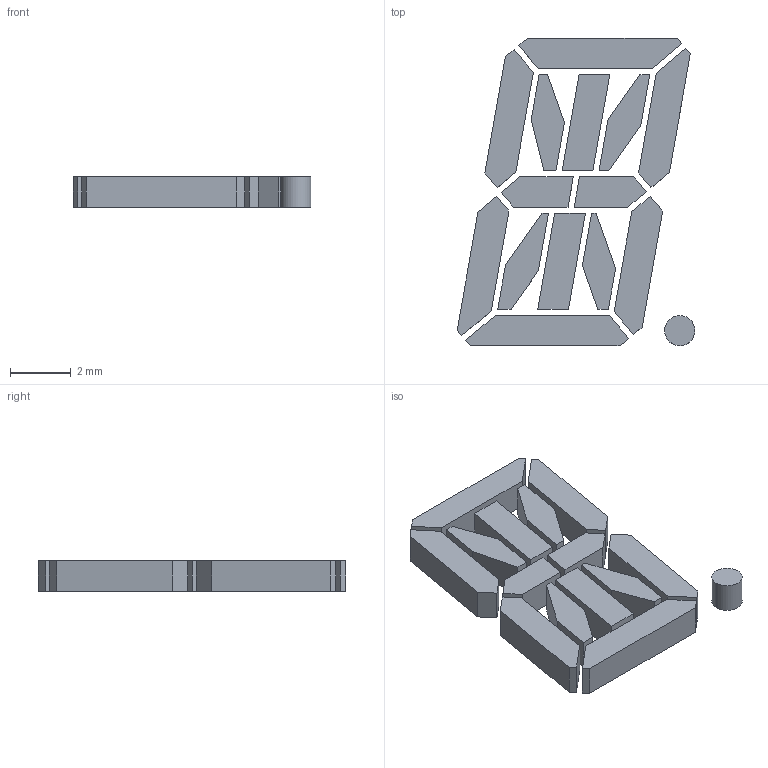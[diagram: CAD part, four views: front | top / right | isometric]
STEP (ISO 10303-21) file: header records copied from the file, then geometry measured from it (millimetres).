
FILE_DESCRIPTION (( 'STEP AP214' ), '1' );
FILE_NAME ('8.STEP', '2021-03-31T16:33:04', ( '' ), ( '' ), 'SwSTEP 2.0', 'SolidWorks 2020', '' );
FILE_SCHEMA (( 'AUTOMOTIVE_DESIGN' ));
Length unit declared in the file: millimetre
Products named in the file (1): 8
Bounding box: 7.85 x 10.16 x 1 mm (x, y, z)
Volume: 46.1 mm3; surface area: 218 mm2
Topology: 15 solids, 15 shells, 110 faces, 240 edges, 160 vertices
Faces by surface type: plane 108, cylinder 2
Entity records: 3108 total; most frequent: CARTESIAN_POINT 511, ORIENTED_EDGE 480, DIRECTION 466, EDGE_CURVE 240, VECTOR 236, LINE 236, VERTEX_POINT 160, AXIS2_PLACEMENT_3D 115
